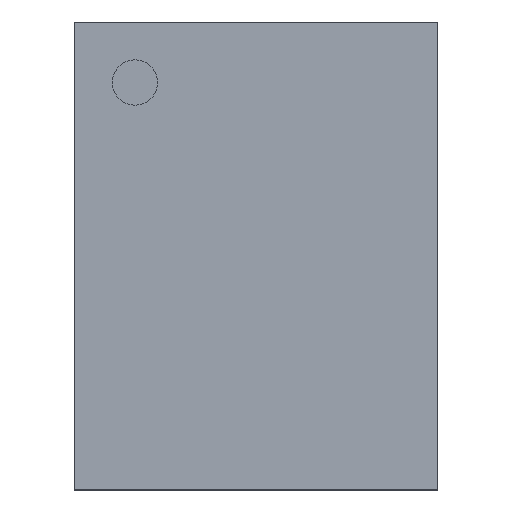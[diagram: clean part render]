
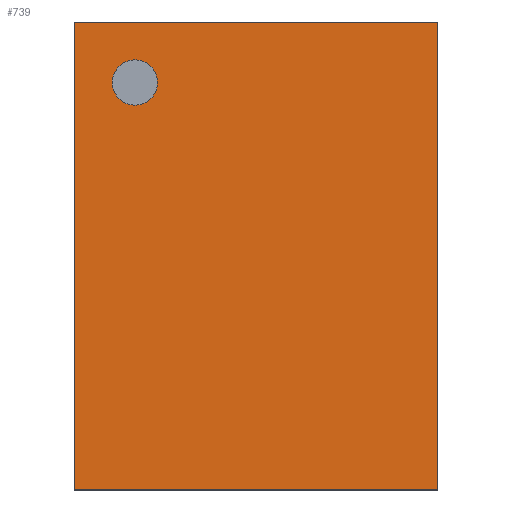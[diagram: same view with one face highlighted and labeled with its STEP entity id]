
A CAD part, top view. The second image highlights one B-rep face of the part: STEP entity #739.
In plain terms, the highlighted planar face has unit normal (0, 0, 1).
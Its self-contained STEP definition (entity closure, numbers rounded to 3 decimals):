
#607=FACE_BOUND('',#650,.T.);
#609=LINE('',#1309,#622);
#614=LINE('',#1318,#627);
#615=LINE('',#1321,#628);
#616=LINE('',#1322,#629);
#622=VECTOR('',#966,1.);
#627=VECTOR('',#973,1.);
#628=VECTOR('',#976,1.);
#629=VECTOR('',#977,1.);
#639=FACE_OUTER_BOUND('',#649,.T.);
#649=EDGE_LOOP('',(#700,#701,#702,#703));
#650=EDGE_LOOP('',(#704));
#658=CIRCLE('',#792,0.284);
#663=VERTEX_POINT('',#1306);
#664=VERTEX_POINT('',#1308);
#667=VERTEX_POINT('',#1316);
#668=VERTEX_POINT('',#1320);
#669=VERTEX_POINT('',#1323);
#676=EDGE_CURVE('',#663,#664,#609,.T.);
#681=EDGE_CURVE('',#663,#667,#614,.T.);
#682=EDGE_CURVE('',#667,#668,#615,.T.);
#683=EDGE_CURVE('',#664,#668,#616,.T.);
#684=EDGE_CURVE('',#669,#669,#658,.T.);
#700=ORIENTED_EDGE('',*,*,#676,.F.);
#701=ORIENTED_EDGE('',*,*,#681,.T.);
#702=ORIENTED_EDGE('',*,*,#682,.T.);
#703=ORIENTED_EDGE('',*,*,#683,.F.);
#704=ORIENTED_EDGE('',*,*,#684,.F.);
#727=PLANE('',#791);
#739=ADVANCED_FACE('',(#639,#607),#727,.T.);
#791=AXIS2_PLACEMENT_3D('',#1319,#974,#975);
#792=AXIS2_PLACEMENT_3D('',#1324,#978,#979);
#966=DIRECTION('',(0.,1.,0.));
#973=DIRECTION('',(1.,0.,0.));
#974=DIRECTION('center_axis',(0.,0.,1.));
#975=DIRECTION('ref_axis',(1.,0.,0.));
#976=DIRECTION('',(0.,1.,0.));
#977=DIRECTION('',(1.,0.,0.));
#978=DIRECTION('center_axis',(0.,0.,1.));
#979=DIRECTION('ref_axis',(1.,0.,0.));
#1306=CARTESIAN_POINT('',(0.,0.,0.585));
#1308=CARTESIAN_POINT('',(0.,5.85,0.585));
#1309=CARTESIAN_POINT('',(0.,0.,0.585));
#1316=CARTESIAN_POINT('',(4.54,0.,0.585));
#1318=CARTESIAN_POINT('',(0.,0.,0.585));
#1319=CARTESIAN_POINT('Origin',(0.,0.,0.585));
#1320=CARTESIAN_POINT('',(4.54,5.85,0.585));
#1321=CARTESIAN_POINT('',(4.54,0.,0.585));
#1322=CARTESIAN_POINT('',(0.,5.85,0.585));
#1323=CARTESIAN_POINT('',(0.473,5.093,0.585));
#1324=CARTESIAN_POINT('Origin',(0.757,5.093,0.585));
